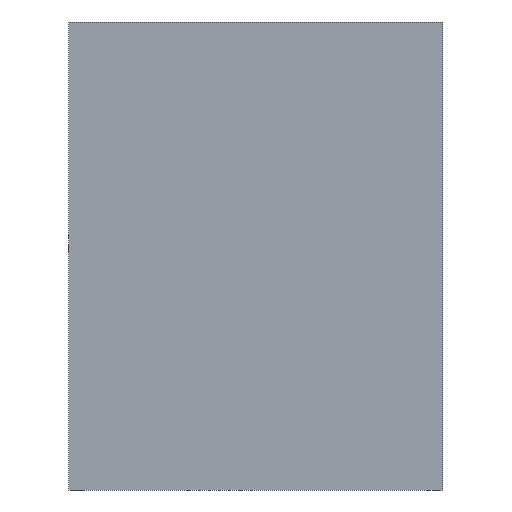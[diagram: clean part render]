
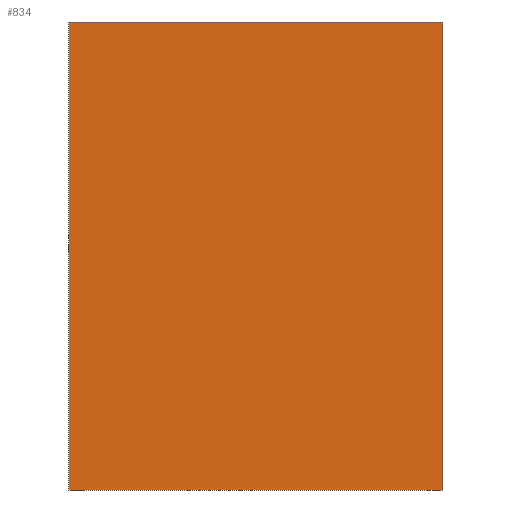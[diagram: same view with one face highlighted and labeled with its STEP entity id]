
A CAD part, front view. The second image highlights one B-rep face of the part: STEP entity #834.
In plain terms, the highlighted planar face has unit normal (0, -1, 0).
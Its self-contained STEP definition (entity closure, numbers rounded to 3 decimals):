
#39 = EDGE_CURVE ( 'NONE', #318, #124, #210, .T. ) ;
#51 = CARTESIAN_POINT ( 'NONE',  ( -1955.239, 0., -351. ) ) ;
#104 = ORIENTED_EDGE ( 'NONE', *, *, #700, .T. ) ;
#113 = VECTOR ( 'NONE', #276, 1000. ) ;
#124 = VERTEX_POINT ( 'NONE', #718 ) ;
#157 = ORIENTED_EDGE ( 'NONE', *, *, #39, .T. ) ;
#163 = CARTESIAN_POINT ( 'NONE',  ( 280.5, 0., -2448.739 ) ) ;
#167 = VECTOR ( 'NONE', #721, 1000. ) ;
#188 = VERTEX_POINT ( 'NONE', #868 ) ;
#210 = LINE ( 'NONE', #307, #245 ) ;
#245 = VECTOR ( 'NONE', #572, 1000. ) ;
#258 = EDGE_CURVE ( 'NONE', #124, #188, #453, .T. ) ;
#263 = VERTEX_POINT ( 'NONE', #527 ) ;
#276 = DIRECTION ( 'NONE',  ( 0., 0., 1. ) ) ;
#307 = CARTESIAN_POINT ( 'NONE',  ( -280.5, 0., 2448.739 ) ) ;
#313 = DIRECTION ( 'NONE',  ( 1., 0., 0. ) ) ;
#318 = VERTEX_POINT ( 'NONE', #634 ) ;
#325 = DIRECTION ( 'NONE',  ( 1., 0., 0. ) ) ;
#354 = FACE_OUTER_BOUND ( 'NONE', #432, .T. ) ;
#371 = PLANE ( 'NONE',  #725 ) ;
#372 = ORIENTED_EDGE ( 'NONE', *, *, #471, .T. ) ;
#375 = DIRECTION ( 'NONE',  ( 0., 1., 0. ) ) ;
#432 = EDGE_LOOP ( 'NONE', ( #372, #157, #542, #104 ) ) ;
#453 = LINE ( 'NONE', #51, #853 ) ;
#471 = EDGE_CURVE ( 'NONE', #263, #318, #662, .T. ) ;
#527 = CARTESIAN_POINT ( 'NONE',  ( 280.5, 0., 351. ) ) ;
#542 = ORIENTED_EDGE ( 'NONE', *, *, #258, .T. ) ;
#572 = DIRECTION ( 'NONE',  ( 0., 0., -1. ) ) ;
#634 = CARTESIAN_POINT ( 'NONE',  ( -280.5, 0., 351. ) ) ;
#637 = LINE ( 'NONE', #163, #113 ) ;
#660 = CARTESIAN_POINT ( 'NONE',  ( 0., 0., 0. ) ) ;
#662 = LINE ( 'NONE', #798, #167 ) ;
#700 = EDGE_CURVE ( 'NONE', #188, #263, #637, .T. ) ;
#718 = CARTESIAN_POINT ( 'NONE',  ( -280.5, 0., -351. ) ) ;
#721 = DIRECTION ( 'NONE',  ( -1., 0., 0. ) ) ;
#725 = AXIS2_PLACEMENT_3D ( 'NONE', #660, #375, #313 ) ;
#798 = CARTESIAN_POINT ( 'NONE',  ( 1955.239, 0., 351. ) ) ;
#834 = ADVANCED_FACE ( 'NONE', ( #354 ), #371, .F. ) ;
#853 = VECTOR ( 'NONE', #325, 1000. ) ;
#868 = CARTESIAN_POINT ( 'NONE',  ( 280.5, 0., -351. ) ) ;
